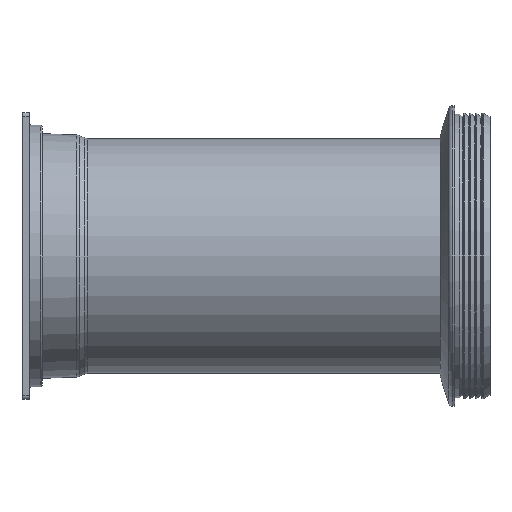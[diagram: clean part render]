
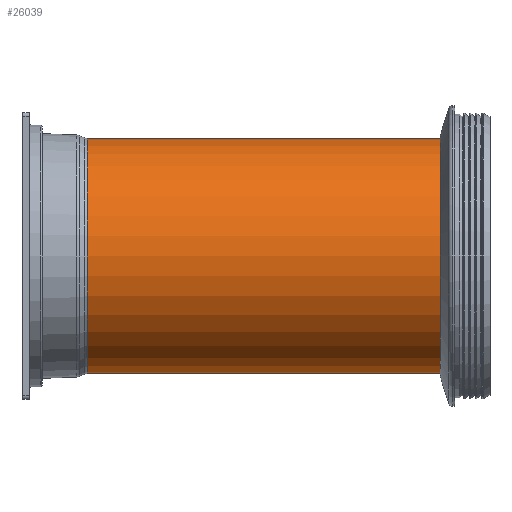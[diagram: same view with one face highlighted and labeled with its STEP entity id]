
A CAD part, left-side view. The second image highlights one B-rep face of the part: STEP entity #26039.
In plain terms, the highlighted cylindrical face has radius 157.5 mm (diameter 315 mm), a full revolution.
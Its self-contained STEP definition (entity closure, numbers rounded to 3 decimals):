
#2522=CYLINDRICAL_SURFACE('',#28399,157.5);
#3182=LINE('',#40746,#4095);
#4095=VECTOR('',#32461,157.5);
#5302=FACE_OUTER_BOUND('',#7164,.T.);
#7164=EDGE_LOOP('',(#18666,#18667,#18668,#18669,#18670,#18671));
#9214=CIRCLE('',#28397,157.5);
#9215=CIRCLE('',#28398,157.5);
#9216=CIRCLE('',#28400,157.5);
#9217=CIRCLE('',#28401,157.5);
#11077=VERTEX_POINT('',#40739);
#11078=VERTEX_POINT('',#40741);
#11079=VERTEX_POINT('',#40745);
#11080=VERTEX_POINT('',#40747);
#13740=EDGE_CURVE('',#11077,#11078,#9214,.T.);
#13741=EDGE_CURVE('',#11078,#11077,#9215,.T.);
#13742=EDGE_CURVE('',#11078,#11079,#3182,.T.);
#13743=EDGE_CURVE('',#11079,#11080,#9216,.T.);
#13744=EDGE_CURVE('',#11080,#11079,#9217,.T.);
#18666=ORIENTED_EDGE('',*,*,#13740,.F.);
#18667=ORIENTED_EDGE('',*,*,#13741,.F.);
#18668=ORIENTED_EDGE('',*,*,#13742,.T.);
#18669=ORIENTED_EDGE('',*,*,#13743,.T.);
#18670=ORIENTED_EDGE('',*,*,#13744,.T.);
#18671=ORIENTED_EDGE('',*,*,#13742,.F.);
#26039=ADVANCED_FACE('',(#5302),#2522,.T.);
#28397=AXIS2_PLACEMENT_3D('',#40742,#32455,#32456);
#28398=AXIS2_PLACEMENT_3D('',#40743,#32457,#32458);
#28399=AXIS2_PLACEMENT_3D('',#40744,#32459,#32460);
#28400=AXIS2_PLACEMENT_3D('',#40748,#32462,#32463);
#28401=AXIS2_PLACEMENT_3D('',#40749,#32464,#32465);
#32455=DIRECTION('center_axis',(0.,-1.,0.));
#32456=DIRECTION('ref_axis',(1.,0.,0.));
#32457=DIRECTION('center_axis',(0.,-1.,0.));
#32458=DIRECTION('ref_axis',(1.,0.,0.));
#32459=DIRECTION('center_axis',(0.,-1.,0.));
#32460=DIRECTION('ref_axis',(-1.,0.,0.));
#32461=DIRECTION('',(0.,1.,0.));
#32462=DIRECTION('center_axis',(0.,-1.,0.));
#32463=DIRECTION('ref_axis',(1.,0.,0.));
#32464=DIRECTION('center_axis',(0.,-1.,0.));
#32465=DIRECTION('ref_axis',(1.,0.,0.));
#40739=CARTESIAN_POINT('',(0.,9.448,157.5));
#40741=CARTESIAN_POINT('',(157.5,9.448,0.));
#40742=CARTESIAN_POINT('Origin',(0.,9.448,
0.));
#40743=CARTESIAN_POINT('Origin',(0.,9.448,
0.));
#40744=CARTESIAN_POINT('Origin',(0.,269.665,
0.));
#40745=CARTESIAN_POINT('',(157.5,539.329,0.));
#40746=CARTESIAN_POINT('',(157.5,269.665,0.));
#40747=CARTESIAN_POINT('',(0.,539.329,157.5));
#40748=CARTESIAN_POINT('Origin',(0.,539.329,
0.));
#40749=CARTESIAN_POINT('Origin',(0.,539.329,
0.));
